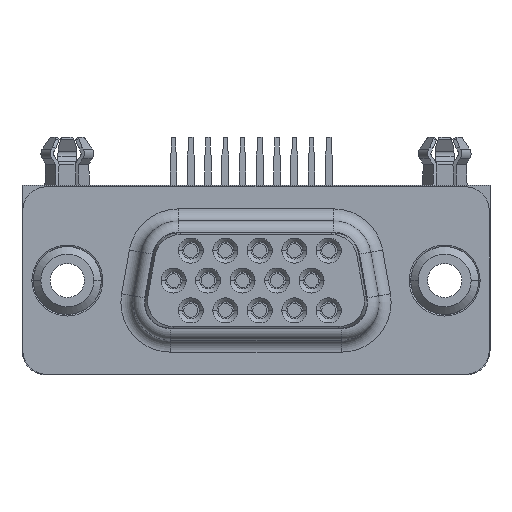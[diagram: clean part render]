
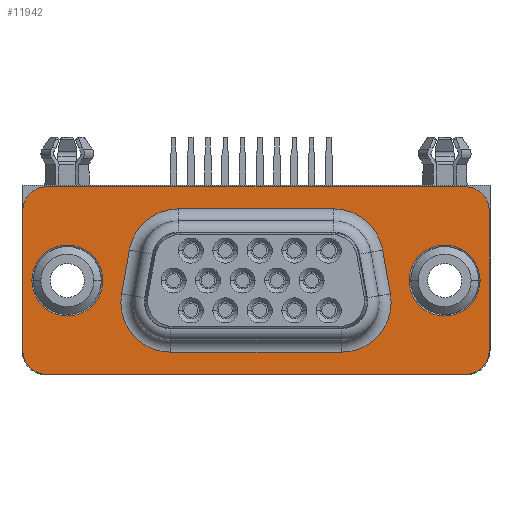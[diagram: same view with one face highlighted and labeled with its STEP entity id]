
A CAD part, front view. The second image highlights one B-rep face of the part: STEP entity #11942.
In plain terms, the highlighted planar face has unit normal (0, -1, 0).
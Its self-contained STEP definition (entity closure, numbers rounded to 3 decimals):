
#2687=CARTESIAN_POINT('',(-13.85,-0.4,-10.91));
#2688=DIRECTION('',(0.,1.,0.));
#2689=DIRECTION('',(0.,0.,-1.));
#2690=AXIS2_PLACEMENT_3D('',#2687,#2688,#2689);
#2692=DIRECTION('',(0.,0.,1.));
#2693=VECTOR('',#2692,9.22);
#2694=CARTESIAN_POINT('',(-15.45,-0.4,-10.91));
#2695=LINE('4470',#2694,#2693);
#2696=CARTESIAN_POINT('',(-13.85,-0.4,-1.69));
#2697=DIRECTION('',(0.,1.,0.));
#2698=DIRECTION('',(-1.,0.,0.));
#2699=AXIS2_PLACEMENT_3D('',#2696,#2697,#2698);
#2701=DIRECTION('',(1.,0.,0.));
#2702=VECTOR('',#2701,27.7);
#2703=CARTESIAN_POINT('',(-13.85,-0.4,-0.09));
#2704=LINE('4472',#2703,#2702);
#2705=CARTESIAN_POINT('',(13.85,-0.4,-1.69));
#2706=DIRECTION('',(0.,1.,0.));
#2707=DIRECTION('',(0.,0.,1.));
#2708=AXIS2_PLACEMENT_3D('',#2705,#2706,#2707);
#2710=DIRECTION('',(0.,0.,-1.));
#2711=VECTOR('',#2710,9.22);
#2712=CARTESIAN_POINT('',(15.45,-0.4,-1.69));
#2713=LINE('4474',#2712,#2711);
#2714=CARTESIAN_POINT('',(13.85,-0.4,-10.91));
#2715=DIRECTION('',(0.,1.,0.));
#2716=DIRECTION('',(1.,0.,0.));
#2717=AXIS2_PLACEMENT_3D('',#2714,#2715,#2716);
#2719=DIRECTION('',(-1.,0.,0.));
#2720=VECTOR('',#2719,27.7);
#2721=CARTESIAN_POINT('',(13.85,-0.4,-12.51));
#2722=LINE('4476',#2721,#2720);
#2723=CARTESIAN_POINT('',(-12.495,-0.4,-6.3));
#2724=DIRECTION('',(0.,1.,0.));
#2725=DIRECTION('',(1.,0.,0.));
#2726=AXIS2_PLACEMENT_3D('',#2723,#2724,#2725);
#2728=CARTESIAN_POINT('',(-12.495,-0.4,-6.3));
#2729=DIRECTION('',(0.,1.,0.));
#2730=DIRECTION('',(-1.,0.,0.));
#2731=AXIS2_PLACEMENT_3D('',#2728,#2729,#2730);
#2733=CARTESIAN_POINT('',(12.495,-0.4,-6.3));
#2734=DIRECTION('',(0.,1.,0.));
#2735=DIRECTION('',(1.,0.,0.));
#2736=AXIS2_PLACEMENT_3D('',#2733,#2734,#2735);
#2738=CARTESIAN_POINT('',(12.495,-0.4,-6.3));
#2739=DIRECTION('',(0.,1.,0.));
#2740=DIRECTION('',(-1.,0.,0.));
#2741=AXIS2_PLACEMENT_3D('',#2738,#2739,#2740);
#2743=CARTESIAN_POINT('',(-5.14,-0.4,-4.855));
#2744=DIRECTION('',(0.,-1.,0.));
#2745=DIRECTION('',(0.,0.,1.));
#2746=AXIS2_PLACEMENT_3D('',#2743,#2744,#2745);
#2748=DIRECTION('',(-0.174,0.,-0.985));
#2749=VECTOR('',#2748,2.935);
#2750=CARTESIAN_POINT('',(-8.39,-0.4,-4.282));
#2751=LINE('4479',#2750,#2749);
#2752=CARTESIAN_POINT('',(-5.65,-0.4,-7.745));
#2753=DIRECTION('',(0.,-1.,0.));
#2754=DIRECTION('',(-0.985,0.,0.174));
#2755=AXIS2_PLACEMENT_3D('',#2752,#2753,#2754);
#2757=DIRECTION('',(1.,0.,0.));
#2758=VECTOR('',#2757,11.3);
#2759=CARTESIAN_POINT('',(-5.65,-0.4,-11.045));
#2760=LINE('4483',#2759,#2758);
#2761=CARTESIAN_POINT('',(5.65,-0.4,-7.745));
#2762=DIRECTION('',(0.,-1.,0.));
#2763=DIRECTION('',(0.,0.,-1.));
#2764=AXIS2_PLACEMENT_3D('',#2761,#2762,#2763);
#2766=DIRECTION('',(-0.174,0.,0.985));
#2767=VECTOR('',#2766,2.935);
#2768=CARTESIAN_POINT('',(8.9,-0.4,-7.172));
#2769=LINE('4487',#2768,#2767);
#2770=CARTESIAN_POINT('',(5.14,-0.4,-4.855));
#2771=DIRECTION('',(0.,-1.,0.));
#2772=DIRECTION('',(0.985,0.,0.174));
#2773=AXIS2_PLACEMENT_3D('',#2770,#2771,#2772);
#2775=DIRECTION('',(-1.,0.,0.));
#2776=VECTOR('',#2775,10.281);
#2777=CARTESIAN_POINT('',(5.14,-0.4,-1.555));
#2778=LINE('4491',#2777,#2776);
#7413=CARTESIAN_POINT('',(-13.85,-0.4,-12.51));
#7414=CARTESIAN_POINT('',(-15.45,-0.4,-10.91));
#7415=VERTEX_POINT('',#7413);
#7416=VERTEX_POINT('',#7414);
#7417=CARTESIAN_POINT('',(-15.45,-0.4,-1.69));
#7418=VERTEX_POINT('',#7417);
#7419=CARTESIAN_POINT('',(-13.85,-0.4,-0.09));
#7420=VERTEX_POINT('',#7419);
#7421=CARTESIAN_POINT('',(13.85,-0.4,-0.09));
#7422=VERTEX_POINT('',#7421);
#7423=CARTESIAN_POINT('',(15.45,-0.4,-1.69));
#7424=VERTEX_POINT('',#7423);
#7425=CARTESIAN_POINT('',(15.45,-0.4,-10.91));
#7426=VERTEX_POINT('',#7425);
#7427=CARTESIAN_POINT('',(13.85,-0.4,-12.51));
#7428=VERTEX_POINT('',#7427);
#7429=CARTESIAN_POINT('',(-5.14,-0.4,-1.555));
#7430=CARTESIAN_POINT('',(-8.39,-0.4,-4.282));
#7431=VERTEX_POINT('',#7429);
#7432=VERTEX_POINT('',#7430);
#7437=CARTESIAN_POINT('',(-8.9,-0.4,-7.172));
#7438=VERTEX_POINT('',#7437);
#7441=CARTESIAN_POINT('',(-5.65,-0.4,-11.045));
#7442=VERTEX_POINT('',#7441);
#7445=CARTESIAN_POINT('',(5.65,-0.4,-11.045));
#7446=VERTEX_POINT('',#7445);
#7449=CARTESIAN_POINT('',(8.9,-0.4,-7.172));
#7450=VERTEX_POINT('',#7449);
#7453=CARTESIAN_POINT('',(8.39,-0.4,-4.282));
#7454=VERTEX_POINT('',#7453);
#7457=CARTESIAN_POINT('',(5.14,-0.4,-1.555));
#7458=VERTEX_POINT('',#7457);
#7477=CARTESIAN_POINT('',(-10.145,-0.4,-6.3));
#7478=CARTESIAN_POINT('',(-14.845,-0.4,-6.3));
#7479=VERTEX_POINT('',#7477);
#7480=VERTEX_POINT('',#7478);
#7481=CARTESIAN_POINT('',(14.845,-0.4,-6.3));
#7482=CARTESIAN_POINT('',(10.145,-0.4,-6.3));
#7483=VERTEX_POINT('',#7481);
#7484=VERTEX_POINT('',#7482);
#11891=CARTESIAN_POINT('',(0.,-0.4,-6.3));
#11892=DIRECTION('',(0.,1.,0.));
#11893=DIRECTION('',(1.,0.,0.));
#11894=AXIS2_PLACEMENT_3D('',#11891,#11892,#11893);
#11895=PLANE('3723',#11894);
#11897=ORIENTED_EDGE('4469',*,*,#11896,.T.);
#11899=ORIENTED_EDGE('4470',*,*,#11898,.T.);
#11901=ORIENTED_EDGE('4471',*,*,#11900,.T.);
#11903=ORIENTED_EDGE('4472',*,*,#11902,.T.);
#11905=ORIENTED_EDGE('4473',*,*,#11904,.T.);
#11907=ORIENTED_EDGE('4474',*,*,#11906,.T.);
#11909=ORIENTED_EDGE('4475',*,*,#11908,.T.);
#11911=ORIENTED_EDGE('4476',*,*,#11910,.T.);
#11912=EDGE_LOOP('3723',(#11897,#11899,#11901,#11903,#11905,#11907,#11909,
#11911));
#11913=FACE_OUTER_BOUND('3723',#11912,.F.);
#11914=ORIENTED_EDGE('4509',*,*,#11885,.F.);
#11915=ORIENTED_EDGE('4510',*,*,#11869,.F.);
#11916=EDGE_LOOP('3723',(#11914,#11915));
#11917=FACE_BOUND('3723',#11916,.F.);
#11919=ORIENTED_EDGE('4511',*,*,#11918,.F.);
#11921=ORIENTED_EDGE('4512',*,*,#11920,.F.);
#11922=EDGE_LOOP('3723',(#11919,#11921));
#11923=FACE_BOUND('3723',#11922,.F.);
#11925=ORIENTED_EDGE('4477',*,*,#11924,.T.);
#11927=ORIENTED_EDGE('4479',*,*,#11926,.T.);
#11929=ORIENTED_EDGE('4481',*,*,#11928,.T.);
#11931=ORIENTED_EDGE('4483',*,*,#11930,.T.);
#11933=ORIENTED_EDGE('4485',*,*,#11932,.T.);
#11935=ORIENTED_EDGE('4487',*,*,#11934,.T.);
#11937=ORIENTED_EDGE('4489',*,*,#11936,.T.);
#11939=ORIENTED_EDGE('4491',*,*,#11938,.T.);
#11940=EDGE_LOOP('3723',(#11925,#11927,#11929,#11931,#11933,#11935,#11937,
#11939));
#11941=FACE_BOUND('3723',#11940,.F.);
#11942=ADVANCED_FACE('3723',(#11913,#11917,#11923,#11941),#11895,.F.);
#2691=CIRCLE('4469',#2690,1.6);
#2700=CIRCLE('4471',#2699,1.6);
#2709=CIRCLE('4473',#2708,1.6);
#2718=CIRCLE('4475',#2717,1.6);
#2727=CIRCLE('4509',#2726,2.35);
#2732=CIRCLE('4510',#2731,2.35);
#2737=CIRCLE('4511',#2736,2.35);
#2742=CIRCLE('4512',#2741,2.35);
#2747=CIRCLE('4477',#2746,3.3);
#2756=CIRCLE('4481',#2755,3.3);
#2765=CIRCLE('4485',#2764,3.3);
#2774=CIRCLE('4489',#2773,3.3);
#11869=EDGE_CURVE('4510',#7480,#7479,#2732,.T.);
#11885=EDGE_CURVE('4509',#7479,#7480,#2727,.T.);
#11896=EDGE_CURVE('4469',#7415,#7416,#2691,.T.);
#11898=EDGE_CURVE('4470',#7416,#7418,#2695,.T.);
#11900=EDGE_CURVE('4471',#7418,#7420,#2700,.T.);
#11902=EDGE_CURVE('4472',#7420,#7422,#2704,.T.);
#11904=EDGE_CURVE('4473',#7422,#7424,#2709,.T.);
#11906=EDGE_CURVE('4474',#7424,#7426,#2713,.T.);
#11908=EDGE_CURVE('4475',#7426,#7428,#2718,.T.);
#11910=EDGE_CURVE('4476',#7428,#7415,#2722,.T.);
#11918=EDGE_CURVE('4511',#7483,#7484,#2737,.T.);
#11920=EDGE_CURVE('4512',#7484,#7483,#2742,.T.);
#11924=EDGE_CURVE('4477',#7431,#7432,#2747,.T.);
#11926=EDGE_CURVE('4479',#7432,#7438,#2751,.T.);
#11928=EDGE_CURVE('4481',#7438,#7442,#2756,.T.);
#11930=EDGE_CURVE('4483',#7442,#7446,#2760,.T.);
#11932=EDGE_CURVE('4485',#7446,#7450,#2765,.T.);
#11934=EDGE_CURVE('4487',#7450,#7454,#2769,.T.);
#11936=EDGE_CURVE('4489',#7454,#7458,#2774,.T.);
#11938=EDGE_CURVE('4491',#7458,#7431,#2778,.T.);
